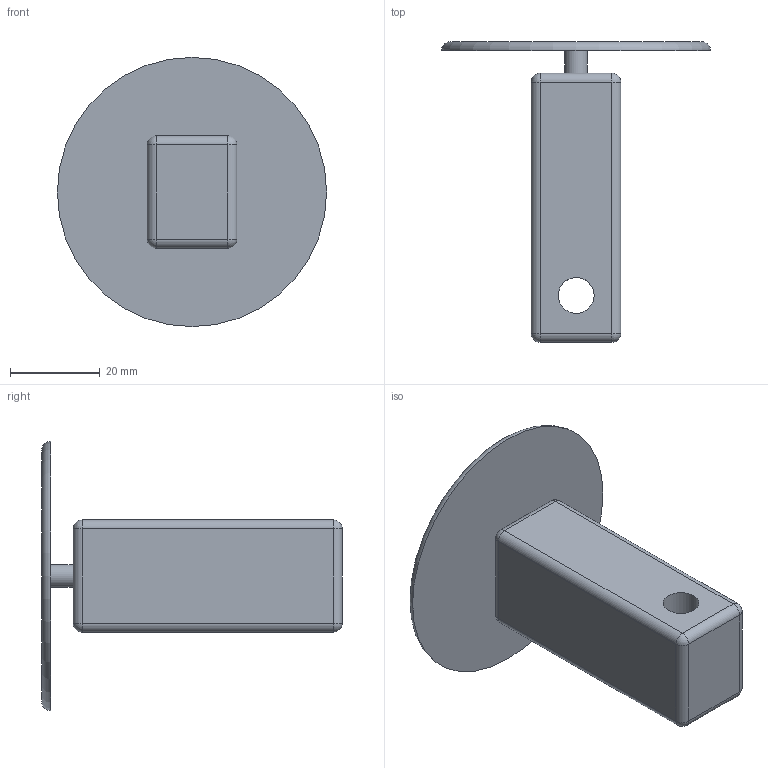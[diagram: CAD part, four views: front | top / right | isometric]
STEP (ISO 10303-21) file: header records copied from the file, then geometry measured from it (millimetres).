
FILE_DESCRIPTION(/* description */ (''),/* implementation_level */ '2;1');
FILE_NAME(/* name */ 'Pneumatic_Gripper_ipt_f1791614.STEP',/* time_stamp */ '2015-12-21T15:32:27-05:00',/* author */ ('Meghav'),/* organization */ (''),/* preprocessor_version */ 'ST-DEVELOPER v15.6',/* originating_system */ 'Autodesk Inventor 2015',/* authorisation */ '');
FILE_SCHEMA (('AUTOMOTIVE_DESIGN { 1 0 10303 214 3 1 1 }'));
Length unit declared in the file: inch
Products named in the file (1): Pneumatic_Gripper
Bounding box: 60 x 67 x 60 mm (x, y, z)
Volume: 33987.2 mm3; surface area: 12470.3 mm2
Topology: 1 solids, 1 shells, 31 faces, 58 edges, 31 vertices
Faces by surface type: cylinder 14, plane 8, sphere 8, torus 1
Full cylindrical faces by diameter (mm): 5 x1, 8 x1
Entity records: 764 total; most frequent: DIRECTION 148, CARTESIAN_POINT 116, ORIENTED_EDGE 108, AXIS2_PLACEMENT_3D 62, EDGE_CURVE 54, EDGE_LOOP 38, FACE_OUTER_BOUND 31, ADVANCED_FACE 31
